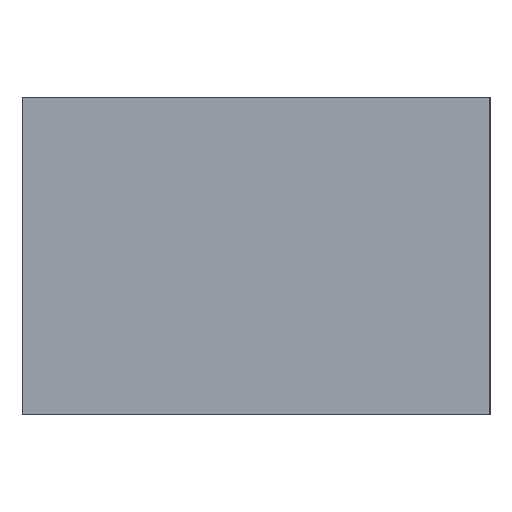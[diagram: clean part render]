
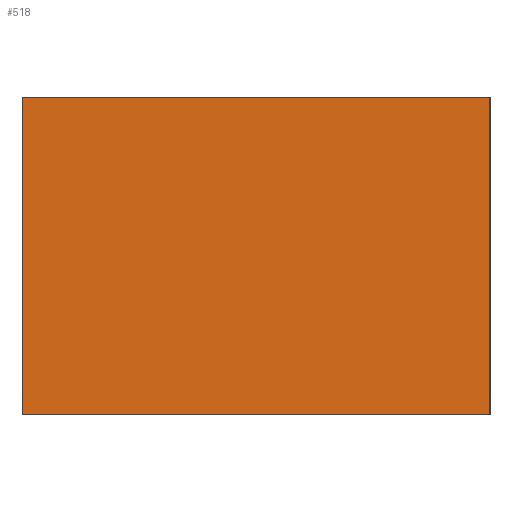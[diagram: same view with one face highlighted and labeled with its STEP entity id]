
A CAD part, left-side view. The second image highlights one B-rep face of the part: STEP entity #518.
In plain terms, the highlighted free-form (B-spline) face has degree [1, 1] with [2, 2] control points.
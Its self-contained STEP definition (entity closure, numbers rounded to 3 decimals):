
#390=CARTESIAN_POINT('',(-1.1,-0.7,0.95));
#391=VERTEX_POINT('',#390);
#406=CARTESIAN_POINT('',(-1.1,0.7,0.95));
#407=VERTEX_POINT('',#406);
#414=CARTESIAN_POINT('',(-1.1,-0.7,0.95));
#415=DIRECTION('',(0.0,1.0,0.0));
#416=VECTOR('',#415,1.4);
#417=LINE('',#414,#416);
#418=EDGE_CURVE('',#391,#407,#417,.T.);
#428=CARTESIAN_POINT('',(-1.1,-0.7,0.0));
#429=VERTEX_POINT('',#428);
#438=CARTESIAN_POINT('',(-1.1,0.7,0.0));
#439=VERTEX_POINT('',#438);
#440=CARTESIAN_POINT('',(-1.1,0.7,0.0));
#441=DIRECTION('',(0.0,-1.0,0.0));
#442=VECTOR('',#441,1.4);
#443=LINE('',#440,#442);
#444=EDGE_CURVE('',#439,#429,#443,.T.);
#490=CARTESIAN_POINT('',(-1.1,0.7,0.95));
#491=DIRECTION('',(0.0,0.0,-1.0));
#492=VECTOR('',#491,0.95);
#493=LINE('',#490,#492);
#494=EDGE_CURVE('',#407,#439,#493,.T.);
#502=CARTESIAN_POINT('',(-1.1,-0.7,0.95));
#503=CARTESIAN_POINT('',(-1.1,-0.7,0.0));
#504=CARTESIAN_POINT('',(-1.1,0.7,0.95));
#505=CARTESIAN_POINT('',(-1.1,0.7,0.0));
#506=B_SPLINE_SURFACE_WITH_KNOTS('',1,1,((#502,#504),(#503,#505)),.UNSPECIFIED.,.F.,.F.,.U.,(2,2),(2,2),(0.0,0.95),(0.0,1.4),.UNSPECIFIED.);
#507=CARTESIAN_POINT('',(-1.1,-0.7,0.95));
#508=DIRECTION('',(0.0,0.0,-1.0));
#509=VECTOR('',#508,0.95);
#510=LINE('',#507,#509);
#511=EDGE_CURVE('',#391,#429,#510,.T.);
#512=ORIENTED_EDGE('',*,*,#511,.F.);
#513=ORIENTED_EDGE('',*,*,#418,.T.);
#514=ORIENTED_EDGE('',*,*,#494,.T.);
#515=ORIENTED_EDGE('',*,*,#444,.T.);
#516=EDGE_LOOP('',(#512,#513,#514,#515));
#517=FACE_OUTER_BOUND('',#516,.T.);
#518=ADVANCED_FACE('',(#517),#506,.F.);
